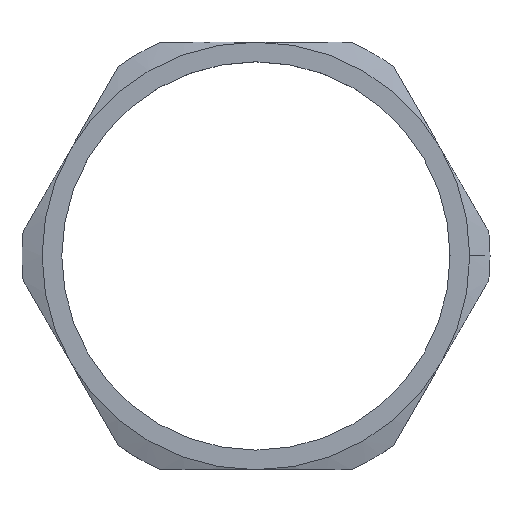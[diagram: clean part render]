
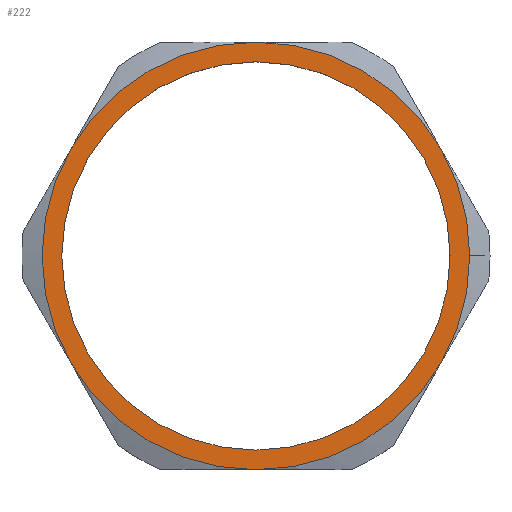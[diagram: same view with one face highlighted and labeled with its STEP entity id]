
A CAD part, top view. The second image highlights one B-rep face of the part: STEP entity #222.
In plain terms, the highlighted planar face has unit normal (0, 0, 1).
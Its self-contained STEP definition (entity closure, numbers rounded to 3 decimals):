
#4 = AXIS2_PLACEMENT_3D ( 'NONE', #322, #321, #320 ) ;
#5 = AXIS2_PLACEMENT_3D ( 'NONE', #310, #306, #305 ) ;
#69 = AXIS2_PLACEMENT_3D ( 'NONE', #544, #548, #549 ) ;
#70 = AXIS2_PLACEMENT_3D ( 'NONE', #550, #551, #552 ) ;
#74 = AXIS2_PLACEMENT_3D ( 'NONE', #553, #554, #555 ) ;
#75 = AXIS2_PLACEMENT_3D ( 'NONE', #556, #557, #558 ) ;
#77 = AXIS2_PLACEMENT_3D ( 'NONE', #559, #560, #561 ) ;
#78 = AXIS2_PLACEMENT_3D ( 'NONE', #562, #563, #564 ) ;
#79 = AXIS2_PLACEMENT_3D ( 'NONE', #565, #566, #567 ) ;
#103 = FACE_BOUND ( 'NONE', #477, .T. ) ;
#106 = FACE_OUTER_BOUND ( 'NONE', #479, .T. ) ;
#108 = AXIS2_PLACEMENT_3D ( 'NONE', #687, #688, #689 ) ;
#175 = EDGE_CURVE ( 'NONE', #534, #506, #270, .T. ) ;
#179 = EDGE_CURVE ( 'NONE', #536, #525, #268, .T. ) ;
#186 = EDGE_CURVE ( 'NONE', #525, #536, #264, .T. ) ;
#187 = EDGE_CURVE ( 'NONE', #515, #534, #263, .T. ) ;
#188 = EDGE_CURVE ( 'NONE', #506, #514, #262, .T. ) ;
#189 = EDGE_CURVE ( 'NONE', #514, #516, #261, .T. ) ;
#190 = EDGE_CURVE ( 'NONE', #516, #501, #260, .T. ) ;
#191 = EDGE_CURVE ( 'NONE', #501, #508, #259, .T. ) ;
#192 = EDGE_CURVE ( 'NONE', #508, #515, #257, .T. ) ;
#222 = ADVANCED_FACE ( 'NONE', ( #103, #106 ), #686, .T. ) ;
#257 = CIRCLE ( 'NONE', #79, 25. ) ;
#259 = CIRCLE ( 'NONE', #78, 25. ) ;
#260 = CIRCLE ( 'NONE', #77, 25. ) ;
#261 = CIRCLE ( 'NONE', #75, 25. ) ;
#262 = CIRCLE ( 'NONE', #74, 25. ) ;
#263 = CIRCLE ( 'NONE', #70, 25. ) ;
#264 = CIRCLE ( 'NONE', #69, 22.7 ) ;
#268 = CIRCLE ( 'NONE', #5, 22.7 ) ;
#270 = CIRCLE ( 'NONE', #4, 25. ) ;
#305 = DIRECTION ( 'NONE',  ( 1., 0., 0. ) ) ;
#306 = DIRECTION ( 'NONE',  ( 0., 0., 1. ) ) ;
#310 = CARTESIAN_POINT ( 'NONE',  ( 0., 0., 4.5 ) ) ;
#320 = DIRECTION ( 'NONE',  ( 1., 0., 0. ) ) ;
#321 = DIRECTION ( 'NONE',  ( 0., 0., 1. ) ) ;
#322 = CARTESIAN_POINT ( 'NONE',  ( 0., 0., 4.5 ) ) ;
#439 = ORIENTED_EDGE ( 'NONE', *, *, #179, .F. ) ;
#440 = ORIENTED_EDGE ( 'NONE', *, *, #188, .T. ) ;
#441 = ORIENTED_EDGE ( 'NONE', *, *, #186, .F. ) ;
#442 = ORIENTED_EDGE ( 'NONE', *, *, #187, .T. ) ;
#443 = ORIENTED_EDGE ( 'NONE', *, *, #175, .T. ) ;
#444 = ORIENTED_EDGE ( 'NONE', *, *, #190, .T. ) ;
#445 = ORIENTED_EDGE ( 'NONE', *, *, #189, .T. ) ;
#446 = ORIENTED_EDGE ( 'NONE', *, *, #191, .T. ) ;
#447 = ORIENTED_EDGE ( 'NONE', *, *, #192, .T. ) ;
#477 = EDGE_LOOP ( 'NONE', ( #439, #441 ) ) ;
#479 = EDGE_LOOP ( 'NONE', ( #442, #443, #440, #445, #444, #446, #447 ) ) ;
#501 = VERTEX_POINT ( 'NONE', #770 ) ;
#506 = VERTEX_POINT ( 'NONE', #775 ) ;
#508 = VERTEX_POINT ( 'NONE', #777 ) ;
#514 = VERTEX_POINT ( 'NONE', #783 ) ;
#515 = VERTEX_POINT ( 'NONE', #784 ) ;
#516 = VERTEX_POINT ( 'NONE', #785 ) ;
#525 = VERTEX_POINT ( 'NONE', #794 ) ;
#534 = VERTEX_POINT ( 'NONE', #803 ) ;
#536 = VERTEX_POINT ( 'NONE', #805 ) ;
#544 = CARTESIAN_POINT ( 'NONE',  ( 0., 0., 4.5 ) ) ;
#548 = DIRECTION ( 'NONE',  ( 0., 0., 1. ) ) ;
#549 = DIRECTION ( 'NONE',  ( 1., 0., 0. ) ) ;
#550 = CARTESIAN_POINT ( 'NONE',  ( 0., 0., 4.5 ) ) ;
#551 = DIRECTION ( 'NONE',  ( 0., 0., 1. ) ) ;
#552 = DIRECTION ( 'NONE',  ( 1., 0., 0. ) ) ;
#553 = CARTESIAN_POINT ( 'NONE',  ( 0., 0., 4.5 ) ) ;
#554 = DIRECTION ( 'NONE',  ( 0., 0., 1. ) ) ;
#555 = DIRECTION ( 'NONE',  ( 1., 0., 0. ) ) ;
#556 = CARTESIAN_POINT ( 'NONE',  ( 0., 0., 4.5 ) ) ;
#557 = DIRECTION ( 'NONE',  ( 0., 0., 1. ) ) ;
#558 = DIRECTION ( 'NONE',  ( 1., 0., 0. ) ) ;
#559 = CARTESIAN_POINT ( 'NONE',  ( 0., 0., 4.5 ) ) ;
#560 = DIRECTION ( 'NONE',  ( 0., 0., 1. ) ) ;
#561 = DIRECTION ( 'NONE',  ( 1., 0., 0. ) ) ;
#562 = CARTESIAN_POINT ( 'NONE',  ( 0., 0., 4.5 ) ) ;
#563 = DIRECTION ( 'NONE',  ( 0., 0., 1. ) ) ;
#564 = DIRECTION ( 'NONE',  ( 1., 0., 0. ) ) ;
#565 = CARTESIAN_POINT ( 'NONE',  ( 0., 0., 4.5 ) ) ;
#566 = DIRECTION ( 'NONE',  ( 0., 0., 1. ) ) ;
#567 = DIRECTION ( 'NONE',  ( 1., 0., 0. ) ) ;
#686 = PLANE ( 'NONE',  #108 ) ;
#687 = CARTESIAN_POINT ( 'NONE',  ( 0., 0., 4.5 ) ) ;
#688 = DIRECTION ( 'NONE',  ( 0., 0., 1. ) ) ;
#689 = DIRECTION ( 'NONE',  ( 1., 0., 0. ) ) ;
#770 = CARTESIAN_POINT ( 'NONE',  ( -21.651, -12.5, 4.5 ) ) ;
#775 = CARTESIAN_POINT ( 'NONE',  ( 21.651, 12.5, 4.5 ) ) ;
#777 = CARTESIAN_POINT ( 'NONE',  ( 0., -25., 4.5 ) ) ;
#783 = CARTESIAN_POINT ( 'NONE',  ( 0., 25., 4.5 ) ) ;
#784 = CARTESIAN_POINT ( 'NONE',  ( 21.651, -12.5, 4.5 ) ) ;
#785 = CARTESIAN_POINT ( 'NONE',  ( -21.651, 12.5, 4.5 ) ) ;
#794 = CARTESIAN_POINT ( 'NONE',  ( 22.7, 0., 4.5 ) ) ;
#803 = CARTESIAN_POINT ( 'NONE',  ( 25., 0., 4.5 ) ) ;
#805 = CARTESIAN_POINT ( 'NONE',  ( -22.7, 0., 4.5 ) ) ;
